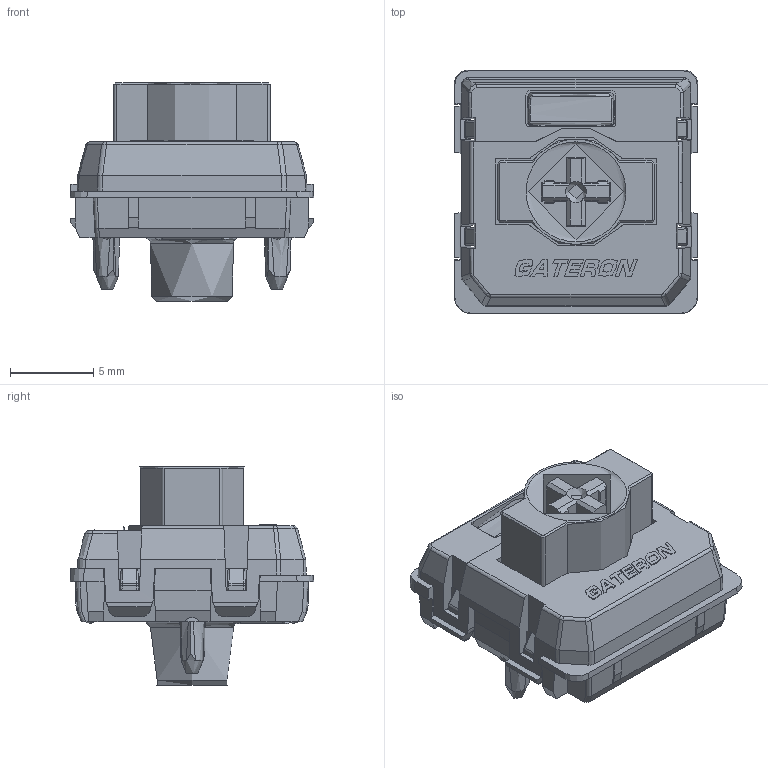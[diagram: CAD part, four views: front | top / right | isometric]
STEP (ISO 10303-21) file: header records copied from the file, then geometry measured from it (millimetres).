
FILE_DESCRIPTION(/* description */ (''),/* implementation_level */ '2;1');
FILE_NAME(/* name */ '',/* time_stamp */ '2025-05-10T11:53:14-07:00',/* author */ (''),/* organization */ (''),/* preprocessor_version */ 'ST-DEVELOPER v20.1',/* originating_system */ 'Autodesk Translation Framework v14.4.0.0',/* authorisation */ '');
FILE_SCHEMA (('AUTOMOTIVE_DESIGN { 1 0 10303 214 3 1 1 }'));
Length unit declared in the file: millimetre
Products named in the file (1): RD-005E93sv4
Bounding box: 14.6 x 14.6 x 13.1 mm (x, y, z)
Volume: 1154.2 mm3; surface area: 1352.5 mm2
Topology: 1 solids, 1 shells, 737 faces, 2045 edges, 1327 vertices
Faces by surface type: plane 480, bspline 126, cylinder 104, cone 22, torus 3, sphere 2
Entity records: 24679 total; most frequent: CARTESIAN_POINT 6291, ORIENTED_EDGE 4090, DIRECTION 3430, EDGE_CURVE 2045, LINE 1488, VECTOR 1488, VERTEX_POINT 1327, AXIS2_PLACEMENT_3D 971
